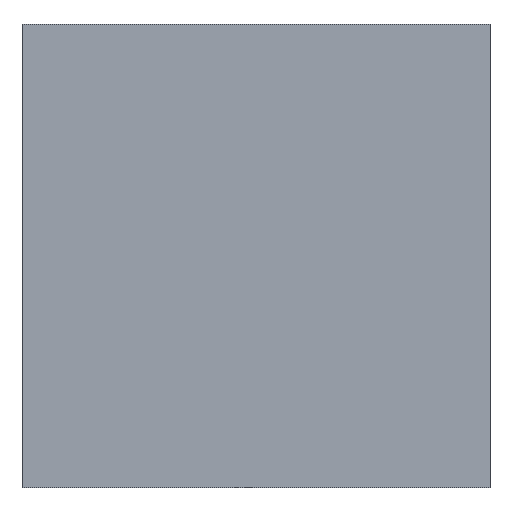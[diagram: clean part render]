
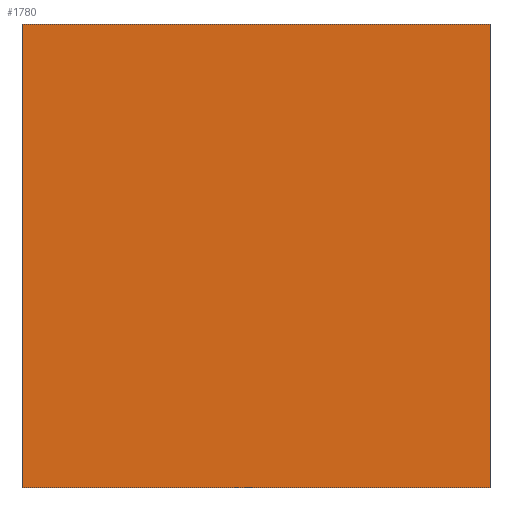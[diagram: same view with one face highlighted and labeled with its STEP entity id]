
A CAD part, left-side view. The second image highlights one B-rep face of the part: STEP entity #1780.
In plain terms, the highlighted planar face has unit normal (-1, 0, 0).
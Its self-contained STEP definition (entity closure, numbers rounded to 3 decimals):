
#20 = EDGE_CURVE ( 'NONE', #1077, #1252, #456, .T. ) ;
#27 = EDGE_CURVE ( 'NONE', #1233, #1252, #442, .T. ) ;
#29 = EDGE_CURVE ( 'NONE', #844, #1233, #438, .T. ) ;
#32 = EDGE_CURVE ( 'NONE', #844, #1077, #428, .T. ) ;
#425 = VECTOR ( 'NONE', #1990, 1000. ) ;
#428 = LINE ( 'NONE', #1988, #425 ) ;
#431 = VECTOR ( 'NONE', #1987, 1000. ) ;
#435 = VECTOR ( 'NONE', #1982, 1000. ) ;
#438 = LINE ( 'NONE', #1996, #431 ) ;
#442 = LINE ( 'NONE', #2003, #435 ) ;
#449 = VECTOR ( 'NONE', #1998, 1000. ) ;
#456 = LINE ( 'NONE', #1909, #449 ) ;
#685 = FACE_OUTER_BOUND ( 'NONE', #1027, .T. ) ;
#729 = ORIENTED_EDGE ( 'NONE', *, *, #20, .T. ) ;
#751 = ORIENTED_EDGE ( 'NONE', *, *, #29, .F. ) ;
#769 = ORIENTED_EDGE ( 'NONE', *, *, #32, .T. ) ;
#793 = ORIENTED_EDGE ( 'NONE', *, *, #27, .F. ) ;
#844 = VERTEX_POINT ( 'NONE', #1133 ) ;
#1027 = EDGE_LOOP ( 'NONE', ( #729, #793, #751, #769 ) ) ;
#1077 = VERTEX_POINT ( 'NONE', #2070 ) ;
#1133 = CARTESIAN_POINT ( 'NONE',  ( 0., 20., 19.8 ) ) ;
#1233 = VERTEX_POINT ( 'NONE', #2039 ) ;
#1252 = VERTEX_POINT ( 'NONE', #2028 ) ;
#1780 = ADVANCED_FACE ( 'NONE', ( #685 ), #2123, .F. ) ;
#1909 = CARTESIAN_POINT ( 'NONE',  ( 0., 0., 0. ) ) ;
#1982 = DIRECTION ( 'NONE',  ( 0., 0., -1. ) ) ;
#1987 = DIRECTION ( 'NONE',  ( 0., -1., 0. ) ) ;
#1988 = CARTESIAN_POINT ( 'NONE',  ( 0., 20., 19.8 ) ) ;
#1990 = DIRECTION ( 'NONE',  ( 0., 0., -1. ) ) ;
#1996 = CARTESIAN_POINT ( 'NONE',  ( 0., 0., 19.8 ) ) ;
#1998 = DIRECTION ( 'NONE',  ( 0., -1., 0. ) ) ;
#2003 = CARTESIAN_POINT ( 'NONE',  ( 0., 0., 19.8 ) ) ;
#2028 = CARTESIAN_POINT ( 'NONE',  ( 0., 0., 0. ) ) ;
#2039 = CARTESIAN_POINT ( 'NONE',  ( 0., 0., 19.8 ) ) ;
#2070 = CARTESIAN_POINT ( 'NONE',  ( 0., 20., 0. ) ) ;
#2104 = DIRECTION ( 'NONE',  ( 0., 0., -1. ) ) ;
#2123 = PLANE ( 'NONE',  #2509 ) ;
#2136 = DIRECTION ( 'NONE',  ( 1., 0., 0. ) ) ;
#2147 = CARTESIAN_POINT ( 'NONE',  ( 0., 0., 19.8 ) ) ;
#2509 = AXIS2_PLACEMENT_3D ( 'NONE', #2147, #2136, #2104 ) ;
